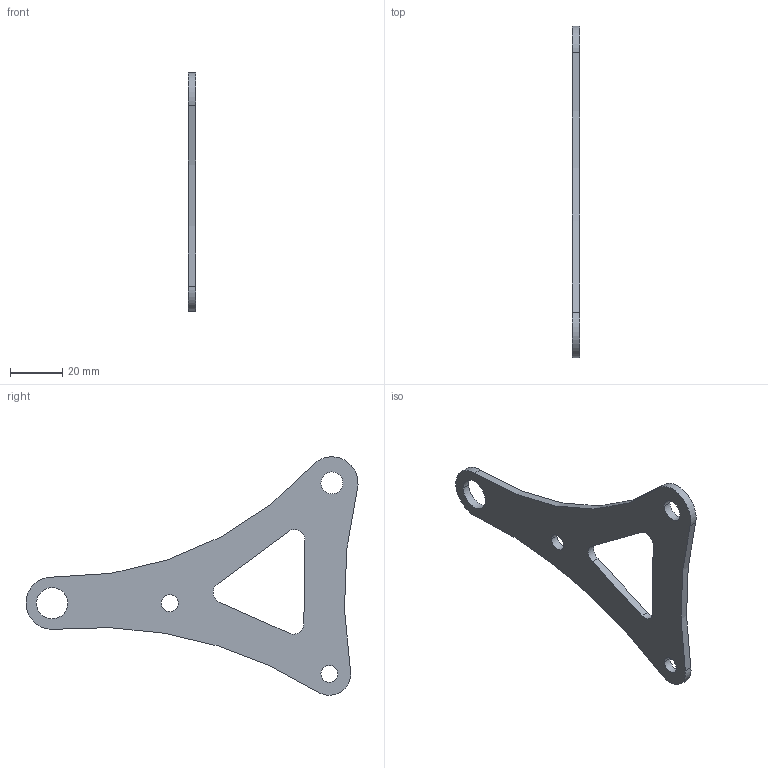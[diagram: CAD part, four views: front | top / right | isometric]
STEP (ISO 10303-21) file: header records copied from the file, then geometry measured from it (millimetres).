
FILE_DESCRIPTION(('CATIA V5 STEP Exchange'),'2;1');
FILE_NAME('SU_06001 (Front Rocker).stp','2023-01-15T19:51:04+00:00',('none'),('none'),'CATIA Version 5 Release 19 SP 2 (IN-10)','CATIA V5 STEP AP203','none');
FILE_SCHEMA(('CONFIG_CONTROL_DESIGN'));
Length unit declared in the file: millimetre
Products named in the file (1): SU_06001
Bounding box: 3 x 126.96 x 91.18 mm (x, y, z)
Volume: 12343.4 mm3; surface area: 9996.2 mm2
Topology: 1 solids, 1 shells, 22 faces, 62 edges, 48 vertices
Faces by surface type: cylinder 17, plane 5
Entity records: 751 total; most frequent: CARTESIAN_POINT 129, ORIENTED_EDGE 120, DIRECTION 98, EDGE_CURVE 60, AXIS2_PLACEMENT_3D 53, VERTEX_POINT 40, CIRCLE 34, EDGE_LOOP 32
